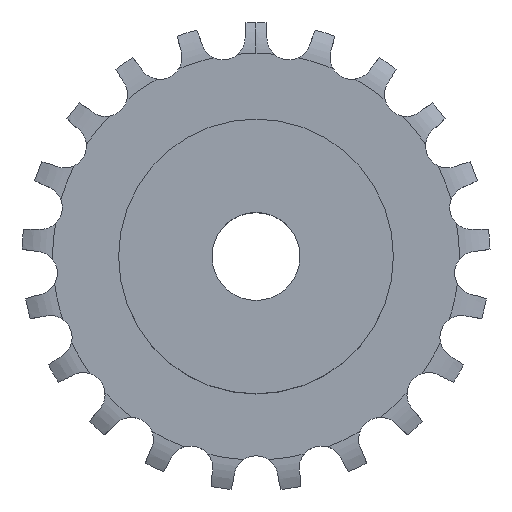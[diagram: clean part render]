
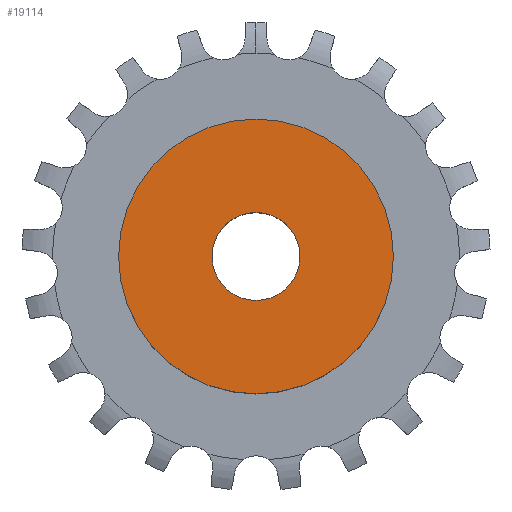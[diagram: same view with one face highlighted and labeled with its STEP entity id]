
A CAD part, top view. The second image highlights one B-rep face of the part: STEP entity #19114.
In plain terms, the highlighted planar face has unit normal (0, 0, 1).
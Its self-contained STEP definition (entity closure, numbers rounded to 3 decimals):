
#3423 = CYLINDRICAL_SURFACE('',#3424,4.);
#3424 = AXIS2_PLACEMENT_3D('',#3425,#3426,#3427);
#3425 = CARTESIAN_POINT('',(0.,0.,62.222));
#3426 = DIRECTION('',(0.,0.,1.));
#3427 = DIRECTION('',(1.,0.,-0.));
#5869 = CYLINDRICAL_SURFACE('',#5870,12.5);
#5870 = AXIS2_PLACEMENT_3D('',#5871,#5872,#5873);
#5871 = CARTESIAN_POINT('',(0.,0.,0.));
#5872 = DIRECTION('',(-0.,-0.,-1.));
#5873 = DIRECTION('',(1.,0.,0.));
#15473 = EDGE_CURVE('',#15474,#15474,#15476,.T.);
#15474 = VERTEX_POINT('',#15475);
#15475 = CARTESIAN_POINT('',(4.,0.,11.7));
#15476 = SURFACE_CURVE('',#15477,(#15482,#15489),.PCURVE_S1.);
#15477 = CIRCLE('',#15478,4.);
#15478 = AXIS2_PLACEMENT_3D('',#15479,#15480,#15481);
#15479 = CARTESIAN_POINT('',(0.,0.,11.7));
#15480 = DIRECTION('',(0.,0.,1.));
#15481 = DIRECTION('',(1.,0.,-0.));
#15482 = PCURVE('',#3423,#15483);
#15483 = DEFINITIONAL_REPRESENTATION('',(#15484),#15488);
#15484 = LINE('',#15485,#15486);
#15485 = CARTESIAN_POINT('',(0.,-50.522));
#15486 = VECTOR('',#15487,1.);
#15487 = DIRECTION('',(1.,0.));
#15488 = ( GEOMETRIC_REPRESENTATION_CONTEXT(2) 
PARAMETRIC_REPRESENTATION_CONTEXT() REPRESENTATION_CONTEXT('2D SPACE',''
  ) );
#15489 = PCURVE('',#15490,#15495);
#15490 = PLANE('',#15491);
#15491 = AXIS2_PLACEMENT_3D('',#15492,#15493,#15494);
#15492 = CARTESIAN_POINT('',(0.,0.,11.7));
#15493 = DIRECTION('',(-0.,0.,1.));
#15494 = DIRECTION('',(0.,-1.,0.));
#15495 = DEFINITIONAL_REPRESENTATION('',(#15496),#15500);
#15496 = CIRCLE('',#15497,4.);
#15497 = AXIS2_PLACEMENT_2D('',#15498,#15499);
#15498 = CARTESIAN_POINT('',(0.,0.));
#15499 = DIRECTION('',(0.,1.));
#15500 = ( GEOMETRIC_REPRESENTATION_CONTEXT(2) 
PARAMETRIC_REPRESENTATION_CONTEXT() REPRESENTATION_CONTEXT('2D SPACE',''
  ) );
#17850 = VERTEX_POINT('',#17851);
#17851 = CARTESIAN_POINT('',(12.5,0.,11.7));
#17872 = EDGE_CURVE('',#17850,#17850,#17873,.T.);
#17873 = SURFACE_CURVE('',#17874,(#17879,#17886),.PCURVE_S1.);
#17874 = CIRCLE('',#17875,12.5);
#17875 = AXIS2_PLACEMENT_3D('',#17876,#17877,#17878);
#17876 = CARTESIAN_POINT('',(0.,0.,11.7));
#17877 = DIRECTION('',(0.,0.,1.));
#17878 = DIRECTION('',(1.,0.,0.));
#17879 = PCURVE('',#5869,#17880);
#17880 = DEFINITIONAL_REPRESENTATION('',(#17881),#17885);
#17881 = LINE('',#17882,#17883);
#17882 = CARTESIAN_POINT('',(-0.,-11.7));
#17883 = VECTOR('',#17884,1.);
#17884 = DIRECTION('',(-1.,0.));
#17885 = ( GEOMETRIC_REPRESENTATION_CONTEXT(2) 
PARAMETRIC_REPRESENTATION_CONTEXT() REPRESENTATION_CONTEXT('2D SPACE',''
  ) );
#17886 = PCURVE('',#15490,#17887);
#17887 = DEFINITIONAL_REPRESENTATION('',(#17888),#17892);
#17888 = CIRCLE('',#17889,12.5);
#17889 = AXIS2_PLACEMENT_2D('',#17890,#17891);
#17890 = CARTESIAN_POINT('',(0.,0.));
#17891 = DIRECTION('',(0.,1.));
#17892 = ( GEOMETRIC_REPRESENTATION_CONTEXT(2) 
PARAMETRIC_REPRESENTATION_CONTEXT() REPRESENTATION_CONTEXT('2D SPACE',''
  ) );
#19114 = ADVANCED_FACE('',(#19115,#19118),#15490,.T.);
#19115 = FACE_BOUND('',#19116,.T.);
#19116 = EDGE_LOOP('',(#19117));
#19117 = ORIENTED_EDGE('',*,*,#17872,.T.);
#19118 = FACE_BOUND('',#19119,.T.);
#19119 = EDGE_LOOP('',(#19120));
#19120 = ORIENTED_EDGE('',*,*,#15473,.F.);
